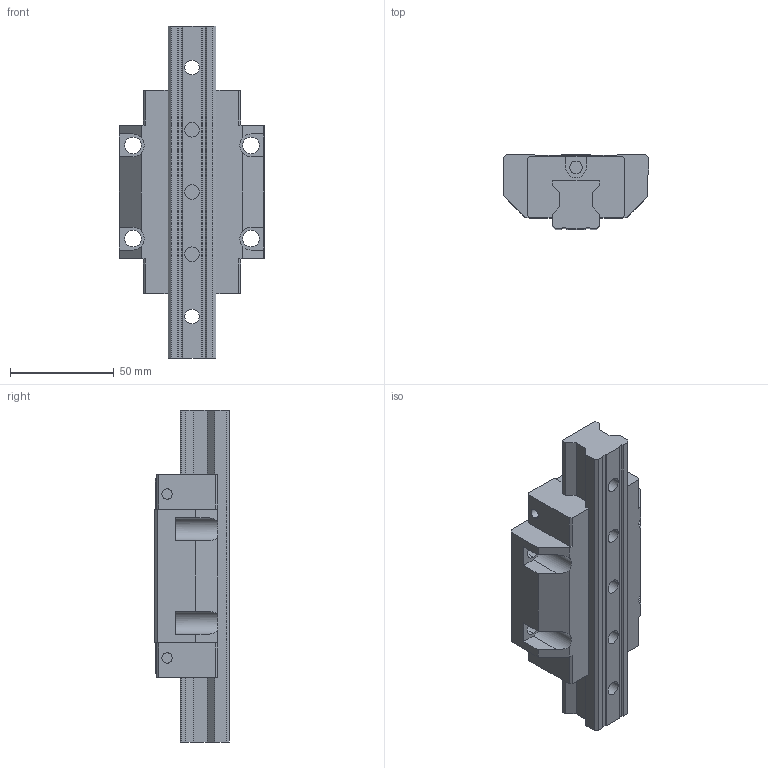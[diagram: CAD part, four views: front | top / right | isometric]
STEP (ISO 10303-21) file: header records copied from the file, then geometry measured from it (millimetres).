
FILE_DESCRIPTION((''),'2;1');
FILE_NAME('RGW25CC_ASM','2008-07-11T',('danharen'),(''),'PRO/ENGINEER BY PARAMETRIC TECHNOLOGY CORPORATION, 2004360','PRO/ENGINEER BY PARAMETRIC TECHNOLOGY CORPORATION, 2004360','');
FILE_SCHEMA(('CONFIG_CONTROL_DESIGN'));
Length unit declared in the file: millimetre
Products named in the file (4): RGW25CC_BLOCK_7; RGR25_RAIL_2; RGW25CC_ASM_3_ASM; RGW25CC_ASM
Assembly tree (3 placements, depth 3):
  RGW25CC_ASM
    RGW25CC_ASM_3_ASM
      RGW25CC_BLOCK_7
      RGR25_RAIL_2
Bounding box: 70 x 36 x 160 mm (x, y, z)
Volume: 196853.9 mm3; surface area: 47289.4 mm2
Topology: 2 solids, 2 shells, 197 faces, 534 edges, 358 vertices
Faces by surface type: plane 125, cylinder 62, cone 10
Entity records: 6431 total; most frequent: CARTESIAN_POINT 1145, DIRECTION 1092, ORIENTED_EDGE 1068, EDGE_CURVE 534, VECTOR 372, LINE 372, AXIS2_PLACEMENT_3D 360, VERTEX_POINT 358
